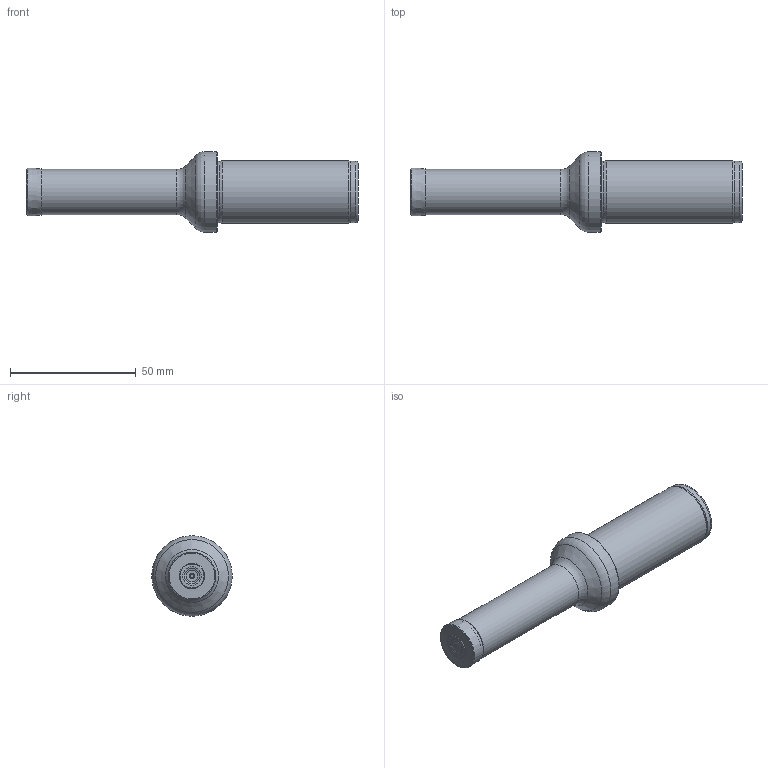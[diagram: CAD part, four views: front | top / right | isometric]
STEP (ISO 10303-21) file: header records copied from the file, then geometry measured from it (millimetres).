
FILE_DESCRIPTION(/* description */ (''),/* implementation_level */ '2;1');
FILE_NAME(/* name */ 'ATUM-19XD3-880-0303...stp',/* time_stamp */ '2023-11-28T22:18:00+03:00',/* author */ (''),/* organization */ (''),/* preprocessor_version */ 'ST-DEVELOPER v19.4',/* originating_system */ 'SIEMENS PLM Software NX2306.3001',/* authorisation */ '');
FILE_SCHEMA (('AUTOMOTIVE_DESIGN { 1 0 10303 214 3 1 1 1 }'));
Length unit declared in the file: millimetre
Products named in the file (1): STP_ATUM 19XD3 880-0303..
Bounding box: 132.01 x 32 x 32 mm (x, y, z)
Volume: 53663 mm3; surface area: 11153.6 mm2
Topology: 2 solids, 2 shells, 51 faces, 114 edges, 70 vertices
Faces by surface type: revolution 18, torus 8, plane 7, bspline 7, cone 6, cylinder 5
Full cylindrical faces by diameter (mm): 18 x1, 24.5 x2, 25 x1, 32 x1
Entity records: 1824 total; most frequent: CARTESIAN_POINT 949, DIRECTION 177, EDGE_LOOP 98, ORIENTED_EDGE 98, FACE_BOUND 94, AXIS2_PLACEMENT_3D 77, ADVANCED_FACE 51, VERTEX_POINT 49
